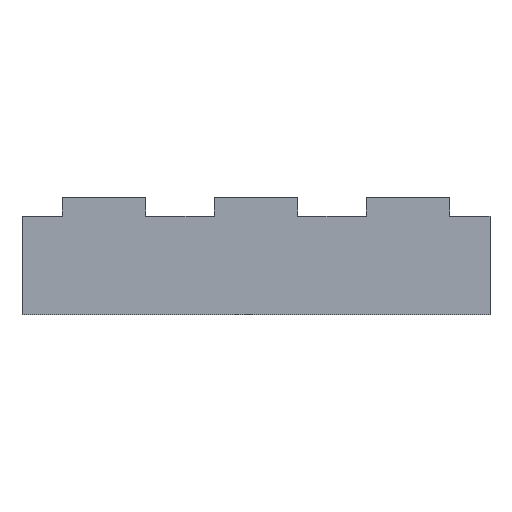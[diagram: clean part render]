
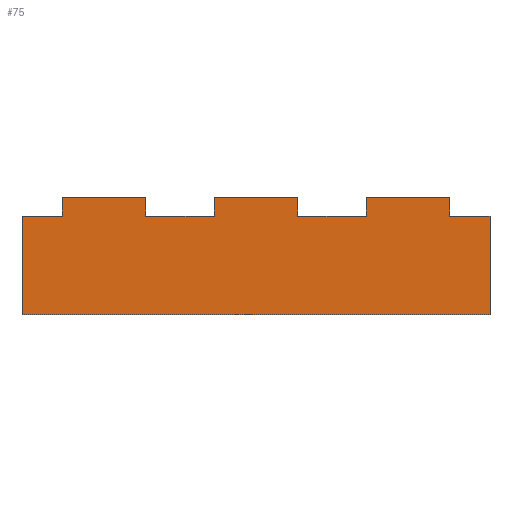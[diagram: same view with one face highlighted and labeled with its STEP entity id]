
A CAD part, front view. The second image highlights one B-rep face of the part: STEP entity #75.
In plain terms, the highlighted planar face has unit normal (0, -1, 0).
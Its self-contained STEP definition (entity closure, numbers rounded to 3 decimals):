
#75=ADVANCED_FACE('',(#145),#146,.T.);
#145=FACE_OUTER_BOUND('',#207,.T.);
#146=PLANE('',#208);
#207=EDGE_LOOP('',(#343,#344,#345,#346,#347,#348,#349,#350,#351,#352,#353,#354,#355,#356,#357,#358));
#208=AXIS2_PLACEMENT_3D('',#359,#360,#361);
#343=ORIENTED_EDGE('',*,*,#384,.F.);
#344=ORIENTED_EDGE('',*,*,#445,.F.);
#345=ORIENTED_EDGE('',*,*,#441,.F.);
#346=ORIENTED_EDGE('',*,*,#437,.F.);
#347=ORIENTED_EDGE('',*,*,#433,.F.);
#348=ORIENTED_EDGE('',*,*,#429,.F.);
#349=ORIENTED_EDGE('',*,*,#425,.F.);
#350=ORIENTED_EDGE('',*,*,#421,.F.);
#351=ORIENTED_EDGE('',*,*,#417,.F.);
#352=ORIENTED_EDGE('',*,*,#413,.F.);
#353=ORIENTED_EDGE('',*,*,#409,.F.);
#354=ORIENTED_EDGE('',*,*,#405,.F.);
#355=ORIENTED_EDGE('',*,*,#401,.F.);
#356=ORIENTED_EDGE('',*,*,#397,.F.);
#357=ORIENTED_EDGE('',*,*,#393,.F.);
#358=ORIENTED_EDGE('',*,*,#389,.F.);
#359=CARTESIAN_POINT('',(0.,0.0,7.459));
#360=DIRECTION('',(0.0,-1.0,0.0));
#361=DIRECTION('',(1.0,0.0,0.0));
#384=EDGE_CURVE('',#451,#452,#453,.T.);
#389=EDGE_CURVE('',#452,#460,#461,.T.);
#393=EDGE_CURVE('',#460,#466,#467,.T.);
#397=EDGE_CURVE('',#466,#472,#473,.T.);
#401=EDGE_CURVE('',#472,#478,#479,.T.);
#405=EDGE_CURVE('',#478,#484,#485,.T.);
#409=EDGE_CURVE('',#484,#490,#491,.T.);
#413=EDGE_CURVE('',#490,#496,#497,.T.);
#417=EDGE_CURVE('',#496,#502,#503,.T.);
#421=EDGE_CURVE('',#502,#508,#509,.T.);
#425=EDGE_CURVE('',#508,#514,#515,.T.);
#429=EDGE_CURVE('',#514,#520,#521,.T.);
#433=EDGE_CURVE('',#520,#526,#527,.T.);
#437=EDGE_CURVE('',#526,#532,#533,.T.);
#441=EDGE_CURVE('',#532,#538,#539,.T.);
#445=EDGE_CURVE('',#538,#451,#544,.T.);
#451=VERTEX_POINT('',#550);
#452=VERTEX_POINT('',#551);
#453=LINE('',#552,#553);
#460=VERTEX_POINT('',#563);
#461=LINE('',#564,#565);
#466=VERTEX_POINT('',#572);
#467=LINE('',#573,#574);
#472=VERTEX_POINT('',#581);
#473=LINE('',#582,#583);
#478=VERTEX_POINT('',#590);
#479=LINE('',#591,#592);
#484=VERTEX_POINT('',#599);
#485=LINE('',#600,#601);
#490=VERTEX_POINT('',#608);
#491=LINE('',#609,#610);
#496=VERTEX_POINT('',#617);
#497=LINE('',#618,#619);
#502=VERTEX_POINT('',#626);
#503=LINE('',#627,#628);
#508=VERTEX_POINT('',#635);
#509=LINE('',#636,#637);
#514=VERTEX_POINT('',#644);
#515=LINE('',#645,#646);
#520=VERTEX_POINT('',#653);
#521=LINE('',#654,#655);
#526=VERTEX_POINT('',#662);
#527=LINE('',#663,#664);
#532=VERTEX_POINT('',#671);
#533=LINE('',#672,#673);
#538=VERTEX_POINT('',#680);
#539=LINE('',#681,#682);
#544=LINE('',#689,#690);
#550=CARTESIAN_POINT('',(5.35,0.0,15.0));
#551=CARTESIAN_POINT('',(5.35,0.0,12.6));
#552=CARTESIAN_POINT('',(5.35,0.0,15.0));
#553=VECTOR('',#696,1.0);
#563=CARTESIAN_POINT('',(14.15,0.0,12.6));
#564=CARTESIAN_POINT('',(5.35,0.0,12.6));
#565=VECTOR('',#700,1.0);
#572=CARTESIAN_POINT('',(14.15,0.0,15.0));
#573=CARTESIAN_POINT('',(14.15,0.0,12.6));
#574=VECTOR('',#703,1.0);
#581=CARTESIAN_POINT('',(24.85,0.0,15.0));
#582=CARTESIAN_POINT('',(14.15,0.0,15.0));
#583=VECTOR('',#706,1.0);
#590=CARTESIAN_POINT('',(24.85,0.0,12.6));
#591=CARTESIAN_POINT('',(24.85,0.0,15.0));
#592=VECTOR('',#709,1.0);
#599=CARTESIAN_POINT('',(30.0,0.0,12.6));
#600=CARTESIAN_POINT('',(24.85,0.0,12.6));
#601=VECTOR('',#712,1.0);
#608=CARTESIAN_POINT('',(30.0,0.0,0.0));
#609=CARTESIAN_POINT('',(30.0,0.0,12.6));
#610=VECTOR('',#715,1.0);
#617=CARTESIAN_POINT('',(-30.0,0.0,0.0));
#618=CARTESIAN_POINT('',(30.0,0.0,0.0));
#619=VECTOR('',#718,1.0);
#626=CARTESIAN_POINT('',(-30.0,0.0,12.6));
#627=CARTESIAN_POINT('',(-30.0,0.0,0.0));
#628=VECTOR('',#721,1.0);
#635=CARTESIAN_POINT('',(-24.85,0.0,12.6));
#636=CARTESIAN_POINT('',(-30.0,0.0,12.6));
#637=VECTOR('',#724,1.0);
#644=CARTESIAN_POINT('',(-24.85,0.0,15.0));
#645=CARTESIAN_POINT('',(-24.85,0.0,12.6));
#646=VECTOR('',#727,1.0);
#653=CARTESIAN_POINT('',(-14.15,0.0,15.0));
#654=CARTESIAN_POINT('',(-24.85,0.0,15.0));
#655=VECTOR('',#730,1.0);
#662=CARTESIAN_POINT('',(-14.15,0.0,12.6));
#663=CARTESIAN_POINT('',(-14.15,0.0,15.0));
#664=VECTOR('',#733,1.0);
#671=CARTESIAN_POINT('',(-5.35,0.0,12.6));
#672=CARTESIAN_POINT('',(-14.15,0.0,12.6));
#673=VECTOR('',#736,1.0);
#680=CARTESIAN_POINT('',(-5.35,0.0,15.0));
#681=CARTESIAN_POINT('',(-5.35,0.0,12.6));
#682=VECTOR('',#739,1.0);
#689=CARTESIAN_POINT('',(-5.35,0.0,15.0));
#690=VECTOR('',#742,1.0);
#696=DIRECTION('',(0.0,0.0,-1.0));
#700=DIRECTION('',(1.0,0.0,0.0));
#703=DIRECTION('',(0.0,0.0,1.0));
#706=DIRECTION('',(1.0,0.0,0.0));
#709=DIRECTION('',(0.0,0.0,-1.0));
#712=DIRECTION('',(1.0,0.0,0.0));
#715=DIRECTION('',(0.0,0.0,-1.0));
#718=DIRECTION('',(-1.0,0.0,0.0));
#721=DIRECTION('',(0.0,0.0,1.0));
#724=DIRECTION('',(1.0,0.0,0.0));
#727=DIRECTION('',(0.0,0.0,1.0));
#730=DIRECTION('',(1.0,0.0,0.0));
#733=DIRECTION('',(0.0,0.0,-1.0));
#736=DIRECTION('',(1.0,0.0,0.0));
#739=DIRECTION('',(0.0,0.0,1.0));
#742=DIRECTION('',(1.0,0.0,0.0));
